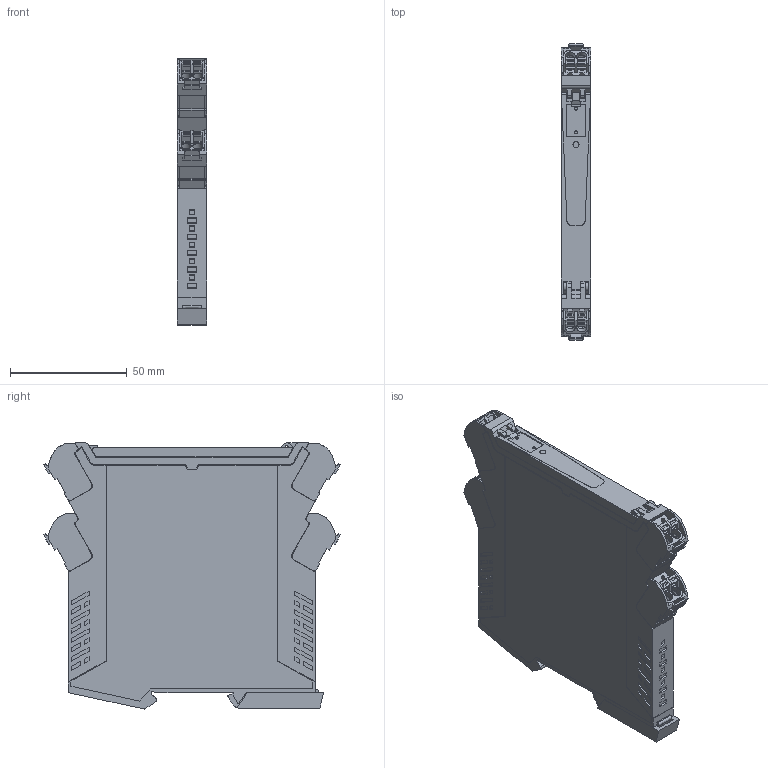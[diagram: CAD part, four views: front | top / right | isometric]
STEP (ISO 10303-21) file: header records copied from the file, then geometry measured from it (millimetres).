
FILE_DESCRIPTION(('CATIA V5 STEP Exchange','CAx-IF Rec.Pracs.--- Model Styling and Organization---1.4--- 2014-01-23'),'2;1');
FILE_NAME ('D1417281_2', '2020-04-03T07:59:24+00:00', ('none'), ('Weidmueller'), 'CATIA Version 5-6 Release 2016 SP3 HF44', 'CATIA V5 STEP AP214', 'none');
FILE_SCHEMA(('AUTOMOTIVE_DESIGN { 1 0 10303 214 1 1 1 1 }'));
Products named in the file (1): 1481960000
Bounding box: 12.5 x 127.16 x 114.02 mm (x, y, z)
Volume: 146257.3 mm3; surface area: 48205.7 mm2
Topology: 29 solids, 29 shells, 1749 faces, 5208 edges, 3610 vertices
Faces by surface type: plane 1379, cylinder 251, extrusion 57, cone 44, torus 16, sphere 2
Entity records: 59472 total; most frequent: CARTESIAN_POINT 13455, ORIENTED_EDGE 10416, DIRECTION 7051, EDGE_CURVE 5208, VECTOR 3977, LINE 3920, VERTEX_POINT 3610, AXIS2_PLACEMENT_3D 1866
